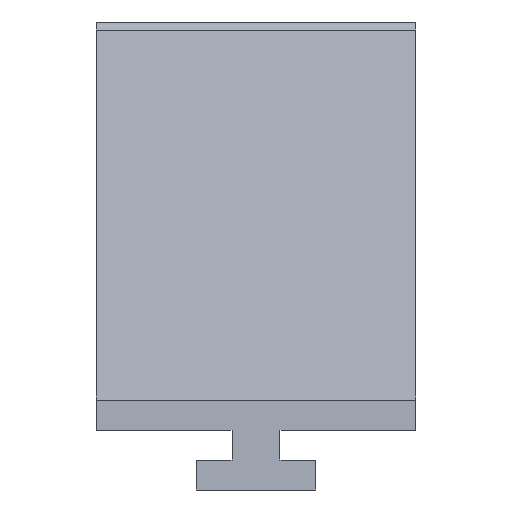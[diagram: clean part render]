
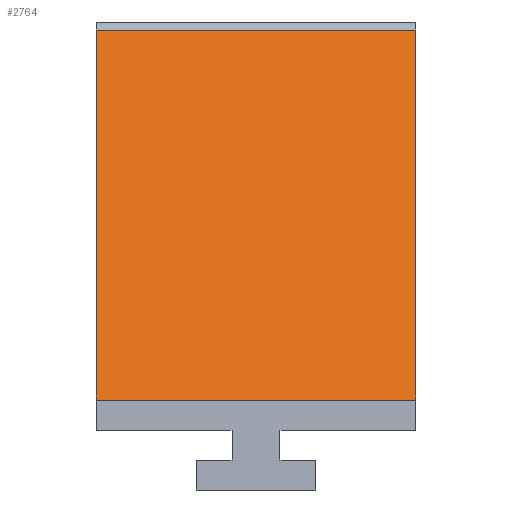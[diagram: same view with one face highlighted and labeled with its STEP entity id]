
A CAD part, front view. The second image highlights one B-rep face of the part: STEP entity #2764.
In plain terms, the highlighted planar face has unit normal (0.304, -0.936, 0.177).
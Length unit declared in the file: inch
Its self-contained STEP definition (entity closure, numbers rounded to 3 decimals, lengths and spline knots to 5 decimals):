
#134=CARTESIAN_POINT('Vertex',(-1.,0.,0.1876)) ;
#139=CARTESIAN_POINT('Line Origine',(-1.,0.21929,1.34387)) ;
#143=CARTESIAN_POINT('Vertex',(-1.,0.43857,2.50015)) ;
#1609=CARTESIAN_POINT('Vertex',(1.,1.08841,2.50015)) ;
#1612=CARTESIAN_POINT('Line Origine',(1.,0.86913,1.34387)) ;
#1616=CARTESIAN_POINT('Vertex',(1.,0.64984,0.1876)) ;
#2736=CARTESIAN_POINT('Line Origine',(-0.71329,0.53173,2.50015)) ;
#2748=CARTESIAN_POINT('Axis2P3D Location',(0.,0.76349,2.50015)) ;
#2753=CARTESIAN_POINT('Line Origine',(0.,0.32492,0.1876)) ;
#140=DIRECTION('Vector Direction',(0.,-0.186,-0.982)) ;
#1613=DIRECTION('Vector Direction',(0.,-0.186,-0.982)) ;
#2737=DIRECTION('Vector Direction',(-0.951,-0.309,0.)) ;
#2749=DIRECTION('Axis2P3D Direction',(-0.304,0.936,-0.178)) ;
#2750=DIRECTION('Axis2P3D XDirection',(0.,-0.186,-0.982)) ;
#2754=DIRECTION('Vector Direction',(-0.951,-0.309,0.)) ;
#2751=AXIS2_PLACEMENT_3D('Plane Axis2P3D',#2748,#2749,#2750) ;
#2759=ORIENTED_EDGE('',*,*,#2757,.F.) ;
#2760=ORIENTED_EDGE('',*,*,#1618,.F.) ;
#2761=ORIENTED_EDGE('',*,*,#2740,.F.) ;
#2762=ORIENTED_EDGE('',*,*,#145,.T.) ;
#141=VECTOR('Line Direction',#140,0.03937) ;
#1614=VECTOR('Line Direction',#1613,0.03937) ;
#2738=VECTOR('Line Direction',#2737,0.03937) ;
#2755=VECTOR('Line Direction',#2754,0.03937) ;
#2764=ADVANCED_FACE('MASTER_MODEL',(#2763),#2752,.F.) ;
#145=EDGE_CURVE('',#144,#135,#142,.T.) ;
#1618=EDGE_CURVE('',#1610,#1617,#1615,.T.) ;
#2740=EDGE_CURVE('',#144,#1610,#2739,.F.) ;
#2757=EDGE_CURVE('',#1617,#135,#2756,.T.) ;
#2758=EDGE_LOOP('',(#2759,#2760,#2761,#2762)) ;
#2763=FACE_OUTER_BOUND('',#2758,.T.) ;
#142=LINE('Line',#139,#141) ;
#1615=LINE('Line',#1612,#1614) ;
#2739=LINE('Line',#2736,#2738) ;
#2756=LINE('Line',#2753,#2755) ;
#2752=PLANE('',#2751) ;
#135=VERTEX_POINT('',#134) ;
#144=VERTEX_POINT('',#143) ;
#1610=VERTEX_POINT('',#1609) ;
#1617=VERTEX_POINT('',#1616) ;
